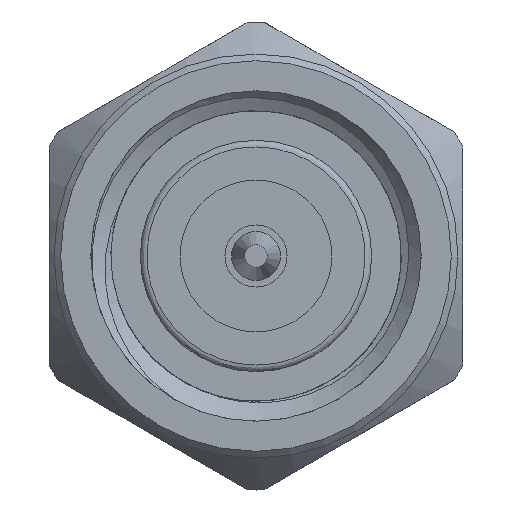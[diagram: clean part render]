
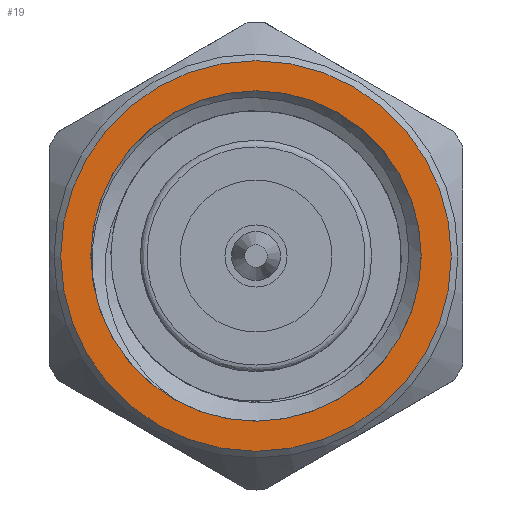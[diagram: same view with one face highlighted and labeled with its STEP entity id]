
A CAD part, left-side view. The second image highlights one B-rep face of the part: STEP entity #19.
In plain terms, the highlighted planar face has unit normal (-1, 0, 0).
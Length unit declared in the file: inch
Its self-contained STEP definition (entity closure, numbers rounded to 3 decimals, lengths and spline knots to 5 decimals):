
#19 = ADVANCED_FACE ( 'NONE', ( #4683, #613 ), #853, .F. ) ;
#279 = DIRECTION ( 'NONE',  ( 1., 0., 0. ) ) ;
#507 = DIRECTION ( 'NONE',  ( 0., 0., -1. ) ) ;
#526 = DIRECTION ( 'NONE',  ( 1., 0., 0. ) ) ;
#613 = FACE_BOUND ( 'NONE', #3904, .T. ) ;
#693 = ORIENTED_EDGE ( 'NONE', *, *, #3765, .F. ) ;
#853 = PLANE ( 'NONE',  #2511 ) ;
#1292 = VERTEX_POINT ( 'NONE', #3518 ) ;
#1735 = AXIS2_PLACEMENT_3D ( 'NONE', #2603, #4133, #3748 ) ;
#1986 = CARTESIAN_POINT ( 'NONE',  ( 0., 0., 0. ) ) ;
#2501 = EDGE_LOOP ( 'NONE', ( #693 ) ) ;
#2511 = AXIS2_PLACEMENT_3D ( 'NONE', #1986, #526, #507 ) ;
#2576 = DIRECTION ( 'NONE',  ( 0., 0., 1. ) ) ;
#2603 = CARTESIAN_POINT ( 'NONE',  ( 0., 0., 0. ) ) ;
#2644 = CIRCLE ( 'NONE', #1735, 0.14779 ) ;
#3411 = CIRCLE ( 'NONE', #4254, 0.125 ) ;
#3490 = ORIENTED_EDGE ( 'NONE', *, *, #4065, .T. ) ;
#3518 = CARTESIAN_POINT ( 'NONE',  ( 0., 0., 0.125 ) ) ;
#3748 = DIRECTION ( 'NONE',  ( 0., 0., -1. ) ) ;
#3765 = EDGE_CURVE ( 'NONE', #3988, #3988, #2644, .T. ) ;
#3904 = EDGE_LOOP ( 'NONE', ( #3490 ) ) ;
#3988 = VERTEX_POINT ( 'NONE', #4247 ) ;
#3999 = CARTESIAN_POINT ( 'NONE',  ( 0., 0., 0. ) ) ;
#4065 = EDGE_CURVE ( 'NONE', #1292, #1292, #3411, .T. ) ;
#4133 = DIRECTION ( 'NONE',  ( 1., 0., 0. ) ) ;
#4247 = CARTESIAN_POINT ( 'NONE',  ( 0., 0., -0.14779 ) ) ;
#4254 = AXIS2_PLACEMENT_3D ( 'NONE', #3999, #279, #2576 ) ;
#4683 = FACE_OUTER_BOUND ( 'NONE', #2501, .T. ) ;
